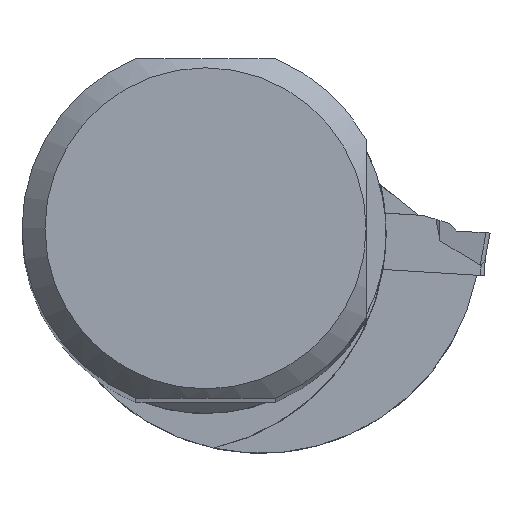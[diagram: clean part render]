
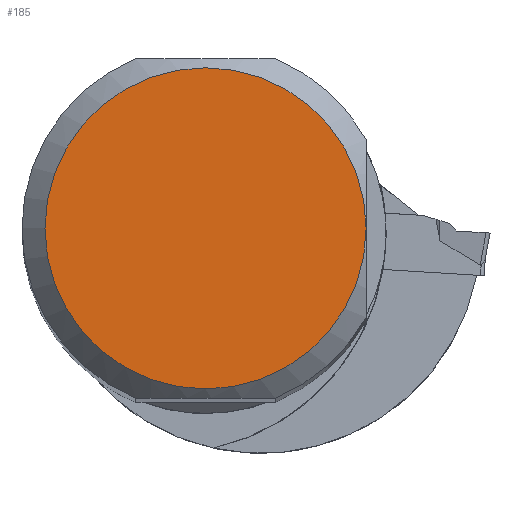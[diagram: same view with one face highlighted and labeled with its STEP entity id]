
A CAD part, top view. The second image highlights one B-rep face of the part: STEP entity #185.
In plain terms, the highlighted planar face has unit normal (0, 0, 1).
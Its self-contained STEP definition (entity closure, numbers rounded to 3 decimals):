
#185=ADVANCED_FACE('',(#302),#243,.F.);
#243=PLANE('',#1539);
#302=FACE_OUTER_BOUND('',#372,.T.);
#372=EDGE_LOOP('',(#602));
#433=CIRCLE('',#1525,17.5);
#602=ORIENTED_EDGE('',*,*,#1057,.F.);
#878=VERTEX_POINT('',#2087);
#1057=EDGE_CURVE('',#878,#878,#433,.T.);
#1525=AXIS2_PLACEMENT_3D('',#2215,#1733,#1734);
#1539=AXIS2_PLACEMENT_3D('',#2230,#1761,#1762);
#1733=DIRECTION('',(0.,0.,-1.));
#1734=DIRECTION('',(0.,1.,0.));
#1761=DIRECTION('',(0.,0.,-1.));
#1762=DIRECTION('',(0.,1.,0.));
#2087=CARTESIAN_POINT('',(17.5,0.,0.));
#2215=CARTESIAN_POINT('',(0.,0.,0.));
#2230=CARTESIAN_POINT('',(0.,0.,0.));
